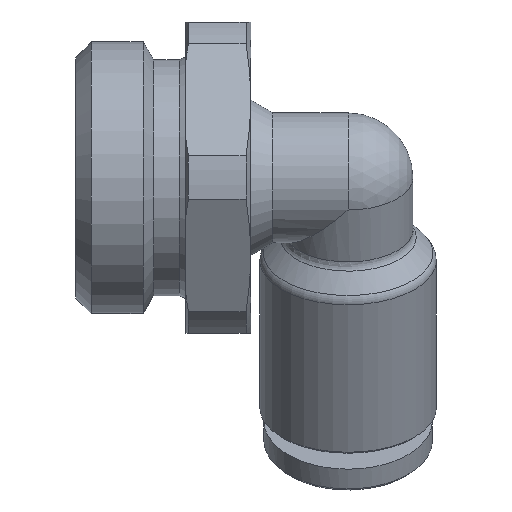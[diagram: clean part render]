
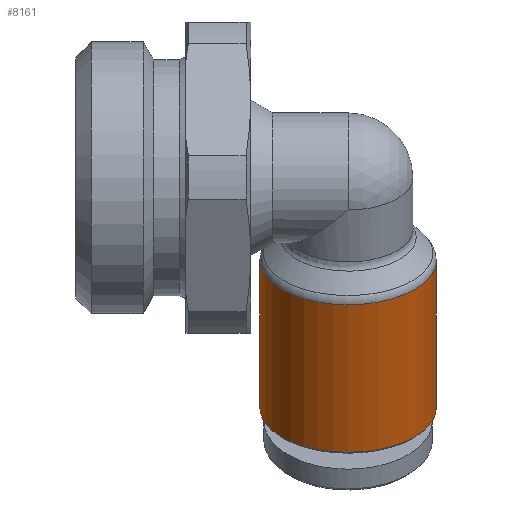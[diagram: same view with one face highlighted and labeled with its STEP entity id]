
A CAD part, top view. The second image highlights one B-rep face of the part: STEP entity #8161.
In plain terms, the highlighted cylindrical face has radius 6.8 mm (diameter 13.6 mm), a full revolution.
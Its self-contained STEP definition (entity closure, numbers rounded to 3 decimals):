
#132=CYLINDRICAL_SURFACE('',#11386,6.8);
#4436=ORIENTED_EDGE('',*,*,#5591,.F.);
#4437=ORIENTED_EDGE('',*,*,#5580,.F.);
#5580=EDGE_CURVE('',#6356,#6356,#6441,.T.);
#5591=EDGE_CURVE('',#6365,#6365,#6448,.T.);
#6356=VERTEX_POINT('',#16148);
#6365=VERTEX_POINT('',#16278);
#6441=CIRCLE('',#11361,6.8);
#6448=CIRCLE('',#11385,6.8);
#6914=EDGE_LOOP('',(#4436));
#6915=EDGE_LOOP('',(#4437));
#7384=FACE_BOUND('',#6914,.T.);
#7385=FACE_BOUND('',#6915,.T.);
#8161=ADVANCED_FACE('',(#7384,#7385),#132,.T.);
#11361=AXIS2_PLACEMENT_3D('',#16147,#13327,#13328);
#11385=AXIS2_PLACEMENT_3D('',#16277,#13375,#13376);
#11386=AXIS2_PLACEMENT_3D('',#16279,#13377,#13378);
#13327=DIRECTION('',(0.866,0.5,0.));
#13328=DIRECTION('',(0.,0.,1.));
#13375=DIRECTION('',(-0.866,-0.5,0.));
#13376=DIRECTION('',(0.,0.,-1.));
#13377=DIRECTION('',(0.866,0.5,0.));
#13378=DIRECTION('',(0.,0.,1.));
#16147=CARTESIAN_POINT('',(30.808,27.531,1.648));
#16148=CARTESIAN_POINT('',(30.808,27.531,8.448));
#16277=CARTESIAN_POINT('',(19.447,20.976,1.648));
#16278=CARTESIAN_POINT('',(19.447,20.976,-5.152));
#16279=CARTESIAN_POINT('',(23.446,23.283,1.648));
